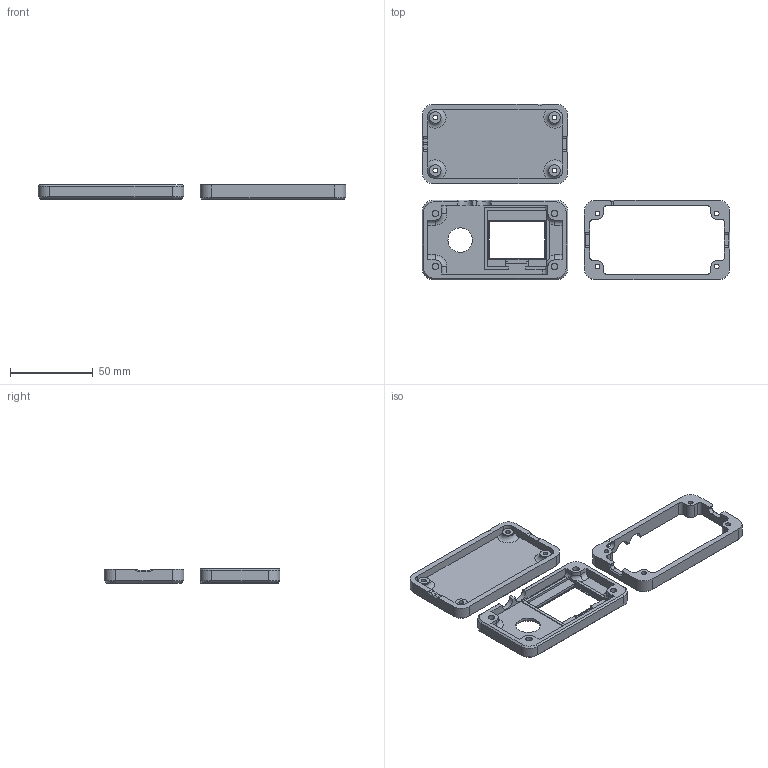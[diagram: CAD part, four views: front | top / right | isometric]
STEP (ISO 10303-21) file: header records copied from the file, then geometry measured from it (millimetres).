
FILE_DESCRIPTION(/* description */ (''),/* implementation_level */ '2;1');
FILE_NAME(/* name */ 'case.step',/* time_stamp */ '2025-07-28T07:06:36+02:00',/* author */ (''),/* organization */ (''),/* preprocessor_version */ 'ST-DEVELOPER v20.1',/* originating_system */ 'Autodesk Translation Framework v14.10.0.0',/* authorisation */ '');
FILE_SCHEMA (('AUTOMOTIVE_DESIGN { 1 0 10303 214 3 1 1 }'));
Length unit declared in the file: millimetre
Products named in the file (6): echowawa_case; Arrange1; Envelope1(Qty: 1); bottom; middle; top
Assembly tree (5 placements, depth 4):
  echowawa_case
    Arrange1
      Envelope1(Qty: 1)
        bottom
        middle
        top
Bounding box: 186 x 106 x 8.79 mm (x, y, z)
Volume: 42852.2 mm3; surface area: 28739 mm2
Topology: 3 solids, 3 shells, 324 faces, 836 edges, 524 vertices
Faces by surface type: plane 153, cylinder 84, cone 42, bspline 33, torus 12
Full cylindrical faces by diameter (mm): 2.9 x8, 3.9 x4, 5 x4, 6.9 x4, 14.8 x1
Entity records: 11861 total; most frequent: CARTESIAN_POINT 4011, ORIENTED_EDGE 1672, DIRECTION 1517, EDGE_CURVE 836, AXIS2_PLACEMENT_3D 531, VERTEX_POINT 524, LINE 455, VECTOR 455
